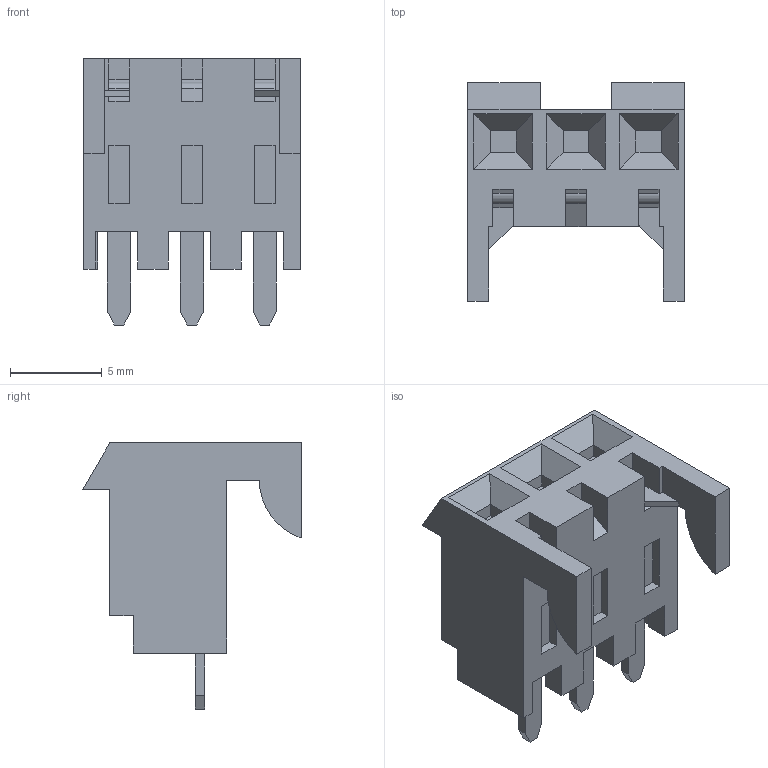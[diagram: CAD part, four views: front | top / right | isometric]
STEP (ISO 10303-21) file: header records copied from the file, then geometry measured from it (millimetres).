
FILE_DESCRIPTION((''),'2;1');
FILE_NAME('009484038','2017-05-24T',('ghp'),(''),'PRO/ENGINEER BY PARAMETRIC TECHNOLOGY CORPORATION, 2012310','PRO/ENGINEER BY PARAMETRIC TECHNOLOGY CORPORATION, 2012310','');
FILE_SCHEMA(('CONFIG_CONTROL_DESIGN'));
Length unit declared in the file: millimetre
Products named in the file (1): 009484038
Bounding box: 11.79 x 11.88 x 14.48 mm (x, y, z)
Volume: 745.7 mm3; surface area: 782.4 mm2
Topology: 1 solids, 1 shells, 129 faces, 355 edges, 246 vertices
Faces by surface type: plane 124, cylinder 5
Entity records: 4033 total; most frequent: CARTESIAN_POINT 707, ORIENTED_EDGE 680, DIRECTION 631, EDGE_CURVE 340, VECTOR 339, LINE 339, VERTEX_POINT 222, AXIS2_PLACEMENT_3D 146
